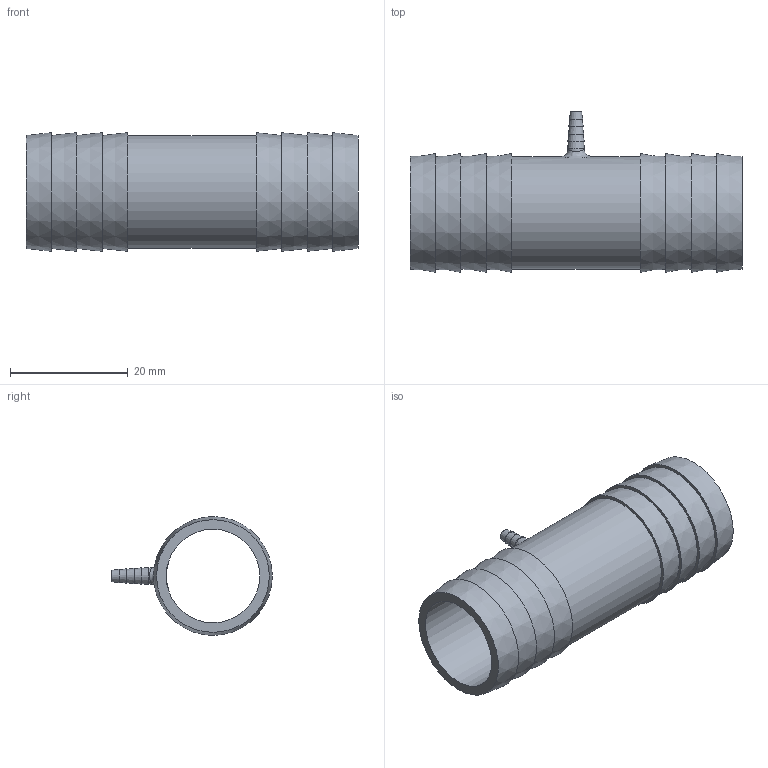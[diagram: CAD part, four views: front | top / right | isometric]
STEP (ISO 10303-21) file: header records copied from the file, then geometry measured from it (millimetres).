
FILE_DESCRIPTION(/* description */ (''),/* implementation_level */ '2;1');
FILE_NAME(/* name */ 'Pressure tap, 3:4-inch barb /1.step',/* time_stamp */ '2020-04-19T18:47:30-04:00',/* author */ (''),/* organization */ (''),/* preprocessor_version */ 'ST-DEVELOPER v18.1',/* originating_system */ 'Autodesk Translation Framework v9.2.0.1227',/* authorisation */ '');
FILE_SCHEMA (('AUTOMOTIVE_DESIGN { 1 0 10303 214 3 1 1 }'));
Length unit declared in the file: inch
Products named in the file (1): Pressure tap, 3/4-inch barb
Bounding box: 56.39 x 27.28 x 20.17 mm (x, y, z)
Volume: 5646.7 mm3; surface area: 6803.5 mm2
Topology: 1 solids, 1 shells, 35 faces, 90 edges, 71 vertices
Faces by surface type: plane 16, cone 14, cylinder 3, bspline 2
Full cylindrical faces by diameter (mm): 1.397 x1, 15.875 x1, 19.152 x1
Entity records: 1831 total; most frequent: CARTESIAN_POINT 854, DIRECTION 213, ORIENTED_EDGE 180, AXIS2_PLACEMENT_3D 98, EDGE_CURVE 90, VERTEX_POINT 71, CIRCLE 64, EDGE_LOOP 53
